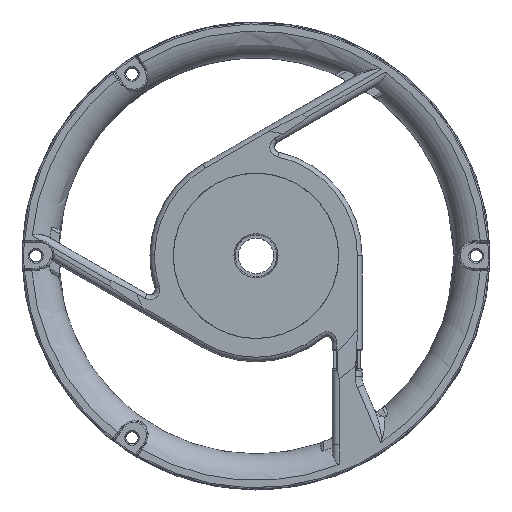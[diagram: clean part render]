
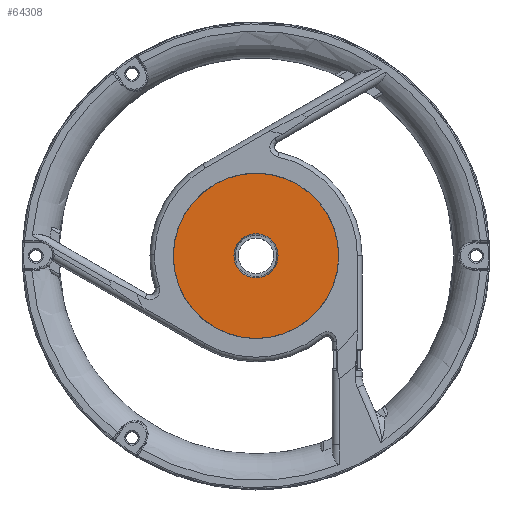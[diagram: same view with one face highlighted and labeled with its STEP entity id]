
A CAD part, top view. The second image highlights one B-rep face of the part: STEP entity #64308.
In plain terms, the highlighted planar face has unit normal (0, 0, 1).
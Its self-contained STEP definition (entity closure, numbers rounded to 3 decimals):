
#1376 = ORIENTED_EDGE ( 'NONE', *, *, #47723, .T. ) ;
#6093 = DIRECTION ( 'NONE',  ( 0., 0., -1. ) ) ;
#6823 = CIRCLE ( 'NONE', #42299, 30.4 ) ;
#8964 = EDGE_LOOP ( 'NONE', ( #47756, #1376 ) ) ;
#10524 = DIRECTION ( 'NONE',  ( 1., 0., 0. ) ) ;
#11576 = CARTESIAN_POINT ( 'NONE',  ( -30.4, 0., 1.872 ) ) ;
#12500 = CIRCLE ( 'NONE', #34386, 8.13 ) ;
#12669 = CARTESIAN_POINT ( 'NONE',  ( -8.13, 0., 1.872 ) ) ;
#14464 = EDGE_CURVE ( 'NONE', #68457, #46221, #33617, .T. ) ;
#17627 = DIRECTION ( 'NONE',  ( 0., -1., 0. ) ) ;
#24156 = DIRECTION ( 'NONE',  ( -1., 0., 0. ) ) ;
#33173 = VERTEX_POINT ( 'NONE', #11576 ) ;
#33617 = CIRCLE ( 'NONE', #63294, 8.13 ) ;
#34386 = AXIS2_PLACEMENT_3D ( 'NONE', #67315, #6093, #37133 ) ;
#35049 = DIRECTION ( 'NONE',  ( 0., 0., 1. ) ) ;
#37133 = DIRECTION ( 'NONE',  ( 1., 0., 0. ) ) ;
#39782 = EDGE_LOOP ( 'NONE', ( #73169, #76231 ) ) ;
#42107 = DIRECTION ( 'NONE',  ( 0., 0., -1. ) ) ;
#42299 = AXIS2_PLACEMENT_3D ( 'NONE', #71998, #35049, #10524 ) ;
#44155 = AXIS2_PLACEMENT_3D ( 'NONE', #54044, #42107, #17627 ) ;
#45314 = EDGE_CURVE ( 'NONE', #33173, #79440, #78782, .T. ) ;
#46221 = VERTEX_POINT ( 'NONE', #75184 ) ;
#47723 = EDGE_CURVE ( 'NONE', #46221, #68457, #12500, .T. ) ;
#47756 = ORIENTED_EDGE ( 'NONE', *, *, #14464, .T. ) ;
#49179 = DIRECTION ( 'NONE',  ( 0., 0., 1. ) ) ;
#54044 = CARTESIAN_POINT ( 'NONE',  ( 0., 0., 1.872 ) ) ;
#57142 = CARTESIAN_POINT ( 'NONE',  ( 0., 0., 1.872 ) ) ;
#58654 = FACE_BOUND ( 'NONE', #8964, .T. ) ;
#63294 = AXIS2_PLACEMENT_3D ( 'NONE', #57142, #69639, #63386 ) ;
#63386 = DIRECTION ( 'NONE',  ( -1., 0., 0. ) ) ;
#64308 = ADVANCED_FACE ( 'NONE', ( #79110, #58654 ), #79600, .F. ) ;
#67315 = CARTESIAN_POINT ( 'NONE',  ( 0., 0., 1.872 ) ) ;
#68457 = VERTEX_POINT ( 'NONE', #12669 ) ;
#69639 = DIRECTION ( 'NONE',  ( 0., 0., -1. ) ) ;
#70180 = EDGE_CURVE ( 'NONE', #79440, #33173, #6823, .T. ) ;
#71998 = CARTESIAN_POINT ( 'NONE',  ( 0., 0., 1.872 ) ) ;
#73169 = ORIENTED_EDGE ( 'NONE', *, *, #70180, .T. ) ;
#73362 = CARTESIAN_POINT ( 'NONE',  ( 0., 0., 1.872 ) ) ;
#73586 = CARTESIAN_POINT ( 'NONE',  ( 30.4, 0., 1.872 ) ) ;
#75184 = CARTESIAN_POINT ( 'NONE',  ( 8.13, 0., 1.872 ) ) ;
#76231 = ORIENTED_EDGE ( 'NONE', *, *, #45314, .T. ) ;
#77025 = AXIS2_PLACEMENT_3D ( 'NONE', #73362, #49179, #24156 ) ;
#78782 = CIRCLE ( 'NONE', #77025, 30.4 ) ;
#79110 = FACE_OUTER_BOUND ( 'NONE', #39782, .T. ) ;
#79440 = VERTEX_POINT ( 'NONE', #73586 ) ;
#79600 = PLANE ( 'NONE',  #44155 ) ;
